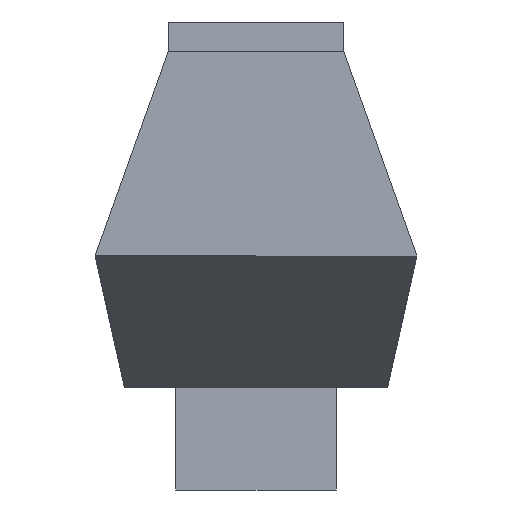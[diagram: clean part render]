
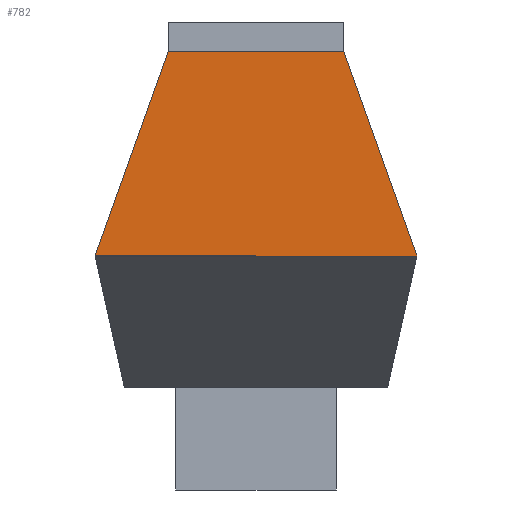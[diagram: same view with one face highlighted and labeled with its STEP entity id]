
A CAD part, front view. The second image highlights one B-rep face of the part: STEP entity #782.
In plain terms, the highlighted planar face has unit normal (0, -1, 0).
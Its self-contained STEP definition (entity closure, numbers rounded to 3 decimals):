
#1 = CARTESIAN_POINT ( 'NONE',  ( -107.362, -33.148, 150.711 ) ) ;
#23 = LINE ( 'NONE', #1, #420 ) ;
#50 = EDGE_CURVE ( 'NONE', #586, #168, #23, .T. ) ;
#96 = CARTESIAN_POINT ( 'NONE',  ( -57.364, -33.148, 290.711 ) ) ;
#129 = DIRECTION ( 'NONE',  ( 1., 0., 0. ) ) ;
#137 = CARTESIAN_POINT ( 'NONE',  ( 62.636, -33.148, 290.711 ) ) ;
#168 = VERTEX_POINT ( 'NONE', #651 ) ;
#170 = EDGE_CURVE ( 'NONE', #168, #702, #410, .T. ) ;
#225 = ORIENTED_EDGE ( 'NONE', *, *, #387, .F. ) ;
#244 = DIRECTION ( 'NONE',  ( 0.336, 0., 0.942 ) ) ;
#253 = CARTESIAN_POINT ( 'NONE',  ( 112.638, -33.148, 150.711 ) ) ;
#276 = VECTOR ( 'NONE', #365, 1000. ) ;
#287 = ORIENTED_EDGE ( 'NONE', *, *, #170, .F. ) ;
#311 = DIRECTION ( 'NONE',  ( 0., -1., 0. ) ) ;
#322 = LINE ( 'NONE', #797, #276 ) ;
#365 = DIRECTION ( 'NONE',  ( 0.336, 0., -0.942 ) ) ;
#377 = DIRECTION ( 'NONE',  ( -1., 0., 0. ) ) ;
#387 = EDGE_CURVE ( 'NONE', #702, #508, #690, .T. ) ;
#410 = LINE ( 'NONE', #618, #681 ) ;
#420 = VECTOR ( 'NONE', #377, 1000. ) ;
#441 = AXIS2_PLACEMENT_3D ( 'NONE', #96, #311, #753 ) ;
#508 = VERTEX_POINT ( 'NONE', #137 ) ;
#528 = EDGE_CURVE ( 'NONE', #508, #586, #322, .T. ) ;
#564 = CARTESIAN_POINT ( 'NONE',  ( 62.636, -33.148, 290.711 ) ) ;
#586 = VERTEX_POINT ( 'NONE', #253 ) ;
#618 = CARTESIAN_POINT ( 'NONE',  ( -57.364, -33.148, 290.711 ) ) ;
#651 = CARTESIAN_POINT ( 'NONE',  ( -107.362, -33.148, 150.711 ) ) ;
#674 = ORIENTED_EDGE ( 'NONE', *, *, #50, .F. ) ;
#681 = VECTOR ( 'NONE', #244, 1000. ) ;
#682 = ORIENTED_EDGE ( 'NONE', *, *, #528, .F. ) ;
#690 = LINE ( 'NONE', #564, #775 ) ;
#702 = VERTEX_POINT ( 'NONE', #758 ) ;
#753 = DIRECTION ( 'NONE',  ( 0., 0., -1. ) ) ;
#758 = CARTESIAN_POINT ( 'NONE',  ( -57.364, -33.148, 290.711 ) ) ;
#775 = VECTOR ( 'NONE', #129, 1000. ) ;
#782 = ADVANCED_FACE ( 'NONE', ( #893 ), #822, .T. ) ;
#797 = CARTESIAN_POINT ( 'NONE',  ( 112.638, -33.148, 150.711 ) ) ;
#822 = PLANE ( 'NONE',  #441 ) ;
#877 = EDGE_LOOP ( 'NONE', ( #225, #287, #674, #682 ) ) ;
#893 = FACE_OUTER_BOUND ( 'NONE', #877, .T. ) ;
